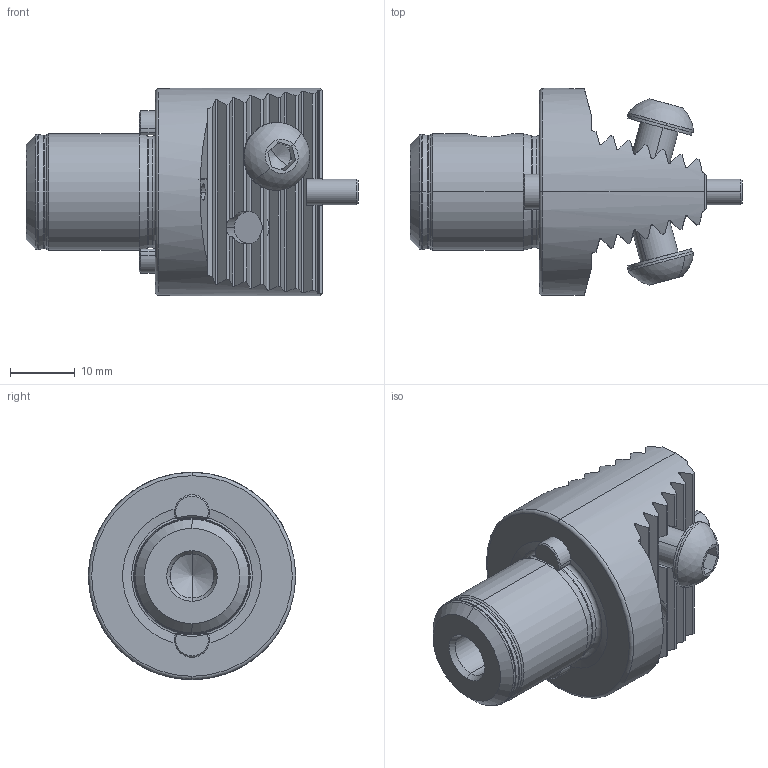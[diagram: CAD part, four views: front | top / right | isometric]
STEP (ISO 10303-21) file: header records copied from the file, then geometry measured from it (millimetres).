
FILE_DESCRIPTION (( 'STEP AP203' ), '1' );
FILE_NAME ('ST3-Z32.K23.047.STEP', '2016-02-12T11:51:14', ( 'SWIAdmin' ), ( 'Hewlett-Packard Company' ), 'SwSTEP 2.0', 'SolidWorks 2015', '' );
FILE_SCHEMA (( 'CONFIG_CONTROL_DESIGN' ));
Length unit declared in the file: millimetre
Products named in the file (7): Z32-ER1.002.016_A; Z32-ER1.001.016; Z32-ER1.003.016_A_gespannt; ST3-ER2.001.007_A; Z20-ER2.001.013_A; ST3-Z32.K23.047; ST3-Z32.K23.047_A
Assembly tree (8 placements, depth 3):
  ST3-Z32.K23.047
    ST3-Z32.K23.047_A
    Z32-ER1.001.016  x2
      Z32-ER1.002.016_A
      Z32-ER1.003.016_A_gespannt
    ST3-ER2.001.007_A  x2
    Z20-ER2.001.013_A
Bounding box: 51.3 x 32 x 32 mm (x, y, z)
Volume: 17808.5 mm3; surface area: 8353.2 mm2
Topology: 8 solids, 8 shells, 372 faces, 930 edges, 565 vertices
Faces by surface type: plane 151, cylinder 110, cone 81, torus 26, sphere 4
Entity records: 10654 total; most frequent: CARTESIAN_POINT 2762, ORIENTED_EDGE 1600, DIRECTION 1423, EDGE_CURVE 800, AXIS2_PLACEMENT_3D 557, VERTEX_POINT 496, EDGE_LOOP 334, ADVANCED_FACE 318
